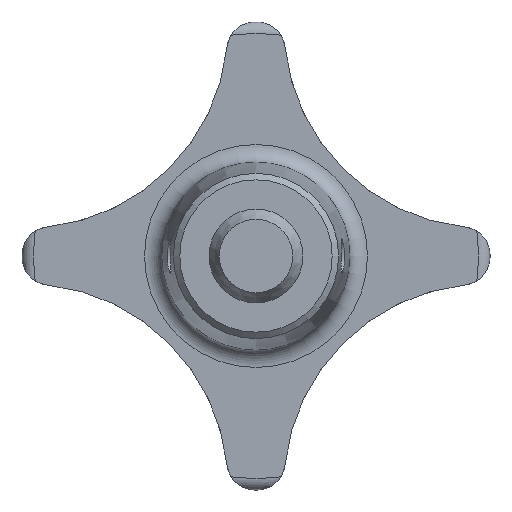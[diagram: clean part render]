
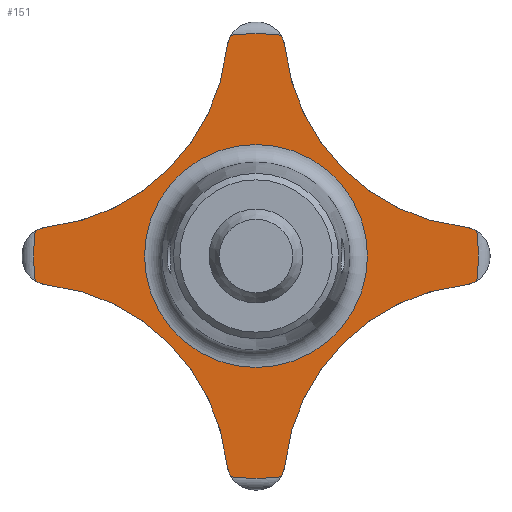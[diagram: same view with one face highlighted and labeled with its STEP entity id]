
A CAD part, front view. The second image highlights one B-rep face of the part: STEP entity #151.
In plain terms, the highlighted planar face has unit normal (0, -1, 0).
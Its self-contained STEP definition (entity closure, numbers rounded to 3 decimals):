
#151 = ADVANCED_FACE( '', ( #317, #318 ), #319, .F. );
#317 = FACE_BOUND( '', #480, .T. );
#318 = FACE_OUTER_BOUND( '', #481, .T. );
#319 = PLANE( '', #482 );
#480 = EDGE_LOOP( '', ( #812 ) );
#481 = EDGE_LOOP( '', ( #813, #814, #815, #816, #817, #818, #819, #820, #821, #822, #823, #824, #825, #826, #827, #828 ) );
#482 = AXIS2_PLACEMENT_3D( '', #829, #830, #831 );
#812 = ORIENTED_EDGE( '', *, *, #975, .F. );
#813 = ORIENTED_EDGE( '', *, *, #981, .T. );
#814 = ORIENTED_EDGE( '', *, *, #917, .T. );
#815 = ORIENTED_EDGE( '', *, *, #984, .F. );
#816 = ORIENTED_EDGE( '', *, *, #977, .T. );
#817 = ORIENTED_EDGE( '', *, *, #942, .T. );
#818 = ORIENTED_EDGE( '', *, *, #951, .T. );
#819 = ORIENTED_EDGE( '', *, *, #964, .F. );
#820 = ORIENTED_EDGE( '', *, *, #971, .T. );
#821 = ORIENTED_EDGE( '', *, *, #871, .T. );
#822 = ORIENTED_EDGE( '', *, *, #925, .T. );
#823 = ORIENTED_EDGE( '', *, *, #932, .F. );
#824 = ORIENTED_EDGE( '', *, *, #991, .T. );
#825 = ORIENTED_EDGE( '', *, *, #929, .T. );
#826 = ORIENTED_EDGE( '', *, *, #904, .T. );
#827 = ORIENTED_EDGE( '', *, *, #875, .F. );
#828 = ORIENTED_EDGE( '', *, *, #992, .T. );
#829 = CARTESIAN_POINT( '', ( 18.964, 13., 0. ) );
#830 = DIRECTION( '', ( 0., 1., 0. ) );
#831 = DIRECTION( '', ( 0., 0., 1. ) );
#871 = EDGE_CURVE( '', #1013, #1017, #1019, .T. );
#875 = EDGE_CURVE( '', #1024, #1026, #1027, .F. );
#904 = EDGE_CURVE( '', #1075, #1026, #1076, .F. );
#917 = EDGE_CURVE( '', #1095, #1093, #1096, .F. );
#925 = EDGE_CURVE( '', #1017, #1104, #1106, .F. );
#929 = EDGE_CURVE( '', #1109, #1075, #1112, .T. );
#932 = EDGE_CURVE( '', #1114, #1104, #1116, .F. );
#942 = EDGE_CURVE( '', #1127, #1129, #1131, .T. );
#951 = EDGE_CURVE( '', #1129, #1142, #1144, .F. );
#964 = EDGE_CURVE( '', #1159, #1142, #1161, .F. );
#971 = EDGE_CURVE( '', #1159, #1013, #1168, .F. );
#975 = EDGE_CURVE( '', #1173, #1173, #1174, .T. );
#977 = EDGE_CURVE( '', #1176, #1127, #1177, .F. );
#981 = EDGE_CURVE( '', #1181, #1095, #1182, .T. );
#984 = EDGE_CURVE( '', #1176, #1093, #1185, .F. );
#991 = EDGE_CURVE( '', #1114, #1109, #1192, .F. );
#992 = EDGE_CURVE( '', #1024, #1181, #1193, .F. );
#1013 = VERTEX_POINT( '', #1214 );
#1017 = VERTEX_POINT( '', #1231 );
#1019 = CIRCLE( '', #1246, 18.964 );
#1024 = VERTEX_POINT( '', #1276 );
#1026 = VERTEX_POINT( '', #1279 );
#1027 = CIRCLE( '', #1280, 17.2 );
#1075 = VERTEX_POINT( '', #1456 );
#1076 = CIRCLE( '', #1457, 2.5 );
#1093 = VERTEX_POINT( '', #1542 );
#1095 = VERTEX_POINT( '', #1545 );
#1096 = CIRCLE( '', #1546, 2.5 );
#1104 = VERTEX_POINT( '', #1598 );
#1106 = CIRCLE( '', #1601, 2.5 );
#1109 = VERTEX_POINT( '', #1604 );
#1112 = CIRCLE( '', #1620, 18.964 );
#1114 = VERTEX_POINT( '', #1622 );
#1116 = CIRCLE( '', #1625, 17.2 );
#1127 = VERTEX_POINT( '', #1732 );
#1129 = VERTEX_POINT( '', #1747 );
#1131 = CIRCLE( '', #1762, 18.964 );
#1142 = VERTEX_POINT( '', #1780 );
#1144 = CIRCLE( '', #1783, 2.5 );
#1159 = VERTEX_POINT( '', #1811 );
#1161 = CIRCLE( '', #1814, 17.2 );
#1168 = CIRCLE( '', #1832, 2.5 );
#1173 = VERTEX_POINT( '', #1837 );
#1174 = CIRCLE( '', #1838, 9.512 );
#1176 = VERTEX_POINT( '', #1840 );
#1177 = CIRCLE( '', #1841, 2.5 );
#1181 = VERTEX_POINT( '', #1846 );
#1182 = CIRCLE( '', #1847, 18.964 );
#1185 = CIRCLE( '', #1863, 17.2 );
#1192 = CIRCLE( '', #1877, 2.5 );
#1193 = CIRCLE( '', #1878, 2.5 );
#1214 = CARTESIAN_POINT( '', ( 18.847, 13., -2.103 ) );
#1231 = CARTESIAN_POINT( '', ( 18.847, 13., 2.103 ) );
#1246 = AXIS2_PLACEMENT_3D( '', #1903, #1904, #1905 );
#1276 = CARTESIAN_POINT( '', ( -17.765, 13., 2.484 ) );
#1279 = CARTESIAN_POINT( '', ( -2.484, 13., 17.765 ) );
#1280 = AXIS2_PLACEMENT_3D( '', #1907, #1908, #1909 );
#1456 = CARTESIAN_POINT( '', ( -2.103, 13., 18.847 ) );
#1457 = AXIS2_PLACEMENT_3D( '', #1932, #1933, #1934 );
#1542 = CARTESIAN_POINT( '', ( -17.765, 13., -2.484 ) );
#1545 = CARTESIAN_POINT( '', ( -18.847, 13., -2.103 ) );
#1546 = AXIS2_PLACEMENT_3D( '', #1942, #1943, #1944 );
#1598 = CARTESIAN_POINT( '', ( 17.765, 13., 2.484 ) );
#1601 = AXIS2_PLACEMENT_3D( '', #1946, #1947, #1948 );
#1604 = CARTESIAN_POINT( '', ( 2.103, 13., 18.847 ) );
#1620 = AXIS2_PLACEMENT_3D( '', #1952, #1953, #1954 );
#1622 = CARTESIAN_POINT( '', ( 2.484, 13., 17.765 ) );
#1625 = AXIS2_PLACEMENT_3D( '', #1956, #1957, #1958 );
#1732 = CARTESIAN_POINT( '', ( -2.103, 13., -18.847 ) );
#1747 = CARTESIAN_POINT( '', ( 2.103, 13., -18.847 ) );
#1762 = AXIS2_PLACEMENT_3D( '', #1965, #1966, #1967 );
#1780 = CARTESIAN_POINT( '', ( 2.484, 13., -17.765 ) );
#1783 = AXIS2_PLACEMENT_3D( '', #1978, #1979, #1980 );
#1811 = CARTESIAN_POINT( '', ( 17.765, 13., -2.484 ) );
#1814 = AXIS2_PLACEMENT_3D( '', #1994, #1995, #1996 );
#1832 = AXIS2_PLACEMENT_3D( '', #1997, #1998, #1999 );
#1837 = CARTESIAN_POINT( '', ( 0., 13., -9.512 ) );
#1838 = AXIS2_PLACEMENT_3D( '', #2003, #2004, #2005 );
#1840 = CARTESIAN_POINT( '', ( -2.484, 13., -17.765 ) );
#1841 = AXIS2_PLACEMENT_3D( '', #2006, #2007, #2008 );
#1846 = CARTESIAN_POINT( '', ( -18.847, 13., 2.103 ) );
#1847 = AXIS2_PLACEMENT_3D( '', #2010, #2011, #2012 );
#1863 = AXIS2_PLACEMENT_3D( '', #2013, #2014, #2015 );
#1877 = AXIS2_PLACEMENT_3D( '', #2016, #2017, #2018 );
#1878 = AXIS2_PLACEMENT_3D( '', #2019, #2020, #2021 );
#1903 = CARTESIAN_POINT( '', ( 0., 13., 0. ) );
#1904 = DIRECTION( '', ( 0., -1., 0. ) );
#1905 = DIRECTION( '', ( 0., 0., -1. ) );
#1907 = CARTESIAN_POINT( '', ( -19.587, 13., 19.587 ) );
#1908 = DIRECTION( '', ( 0., 1., 0. ) );
#1909 = DIRECTION( '', ( 0., 0., 1. ) );
#1932 = CARTESIAN_POINT( '', ( 0.002, 13., 17.5 ) );
#1933 = DIRECTION( '', ( 0., 1., 0. ) );
#1934 = DIRECTION( '', ( 0., 0., 1. ) );
#1942 = CARTESIAN_POINT( '', ( -17.5, 13., 0.002 ) );
#1943 = DIRECTION( '', ( 0., 1., 0. ) );
#1944 = DIRECTION( '', ( 0., 0., 1. ) );
#1946 = CARTESIAN_POINT( '', ( 17.5, 13., -0.002 ) );
#1947 = DIRECTION( '', ( 0., 1., 0. ) );
#1948 = DIRECTION( '', ( 0., 0., 1. ) );
#1952 = CARTESIAN_POINT( '', ( 0., 13., 0. ) );
#1953 = DIRECTION( '', ( 0., -1., 0. ) );
#1954 = DIRECTION( '', ( 0., 0., -1. ) );
#1956 = CARTESIAN_POINT( '', ( 19.587, 13., 19.587 ) );
#1957 = DIRECTION( '', ( 0., 1., 0. ) );
#1958 = DIRECTION( '', ( 0., 0., 1. ) );
#1965 = CARTESIAN_POINT( '', ( 0., 13., 0. ) );
#1966 = DIRECTION( '', ( 0., -1., 0. ) );
#1967 = DIRECTION( '', ( 0., 0., -1. ) );
#1978 = CARTESIAN_POINT( '', ( -0.002, 13., -17.5 ) );
#1979 = DIRECTION( '', ( 0., 1., 0. ) );
#1980 = DIRECTION( '', ( 0., 0., 1. ) );
#1994 = CARTESIAN_POINT( '', ( 19.587, 13., -19.587 ) );
#1995 = DIRECTION( '', ( 0., 1., 0. ) );
#1996 = DIRECTION( '', ( 0., 0., 1. ) );
#1997 = CARTESIAN_POINT( '', ( 17.5, 13., 0.002 ) );
#1998 = DIRECTION( '', ( 0., 1., 0. ) );
#1999 = DIRECTION( '', ( 0., 0., 1. ) );
#2003 = CARTESIAN_POINT( '', ( 0., 13., 0. ) );
#2004 = DIRECTION( '', ( 0., -1., 0. ) );
#2005 = DIRECTION( '', ( 0., 0., -1. ) );
#2006 = CARTESIAN_POINT( '', ( 0.002, 13., -17.5 ) );
#2007 = DIRECTION( '', ( 0., 1., 0. ) );
#2008 = DIRECTION( '', ( 0., 0., 1. ) );
#2010 = CARTESIAN_POINT( '', ( 0., 13., 0. ) );
#2011 = DIRECTION( '', ( 0., -1., 0. ) );
#2012 = DIRECTION( '', ( 0., 0., -1. ) );
#2013 = CARTESIAN_POINT( '', ( -19.587, 13., -19.587 ) );
#2014 = DIRECTION( '', ( 0., 1., 0. ) );
#2015 = DIRECTION( '', ( 0., 0., 1. ) );
#2016 = CARTESIAN_POINT( '', ( -0.002, 13., 17.5 ) );
#2017 = DIRECTION( '', ( 0., 1., 0. ) );
#2018 = DIRECTION( '', ( 0., 0., 1. ) );
#2019 = CARTESIAN_POINT( '', ( -17.5, 13., -0.002 ) );
#2020 = DIRECTION( '', ( 0., 1., 0. ) );
#2021 = DIRECTION( '', ( 0., 0., 1. ) );
